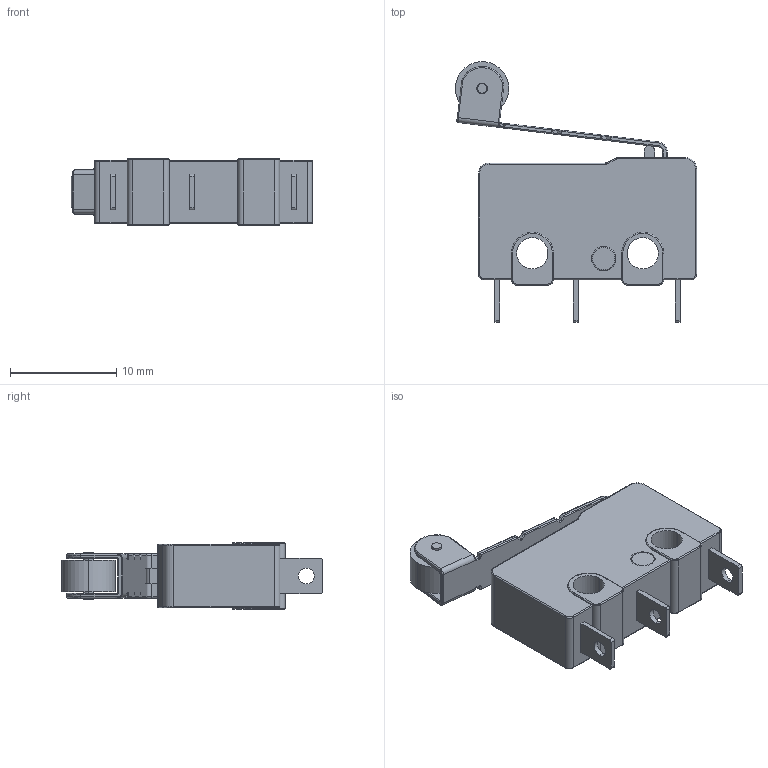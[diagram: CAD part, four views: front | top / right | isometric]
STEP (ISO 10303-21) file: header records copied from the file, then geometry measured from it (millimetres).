
FILE_DESCRIPTION (( 'STEP AP214' ), '1' );
FILE_NAME ('Micro Switch de Alavanca.STEP', '2013-07-31T07:16:17', ( 'Lucas' ), ( '' ), 'SwSTEP 2.0', 'SolidWorks 2013', '' );
FILE_SCHEMA (( 'AUTOMOTIVE_DESIGN' ));
Length unit declared in the file: millimetre
Products named in the file (1): Micro Switch de Alavanca
Bounding box: 22.72 x 24.55 x 6.25 mm (x, y, z)
Volume: 1449 mm3; surface area: 1501.8 mm2
Topology: 9 solids, 9 shells, 323 faces, 727 edges, 418 vertices
Faces by surface type: cylinder 154, plane 83, torus 56, sphere 24, bspline 6
Entity records: 9348 total; most frequent: CARTESIAN_POINT 1857, DIRECTION 1701, ORIENTED_EDGE 1442, EDGE_CURVE 721, AXIS2_PLACEMENT_3D 682, VERTEX_POINT 416, CIRCLE 364, EDGE_LOOP 341
